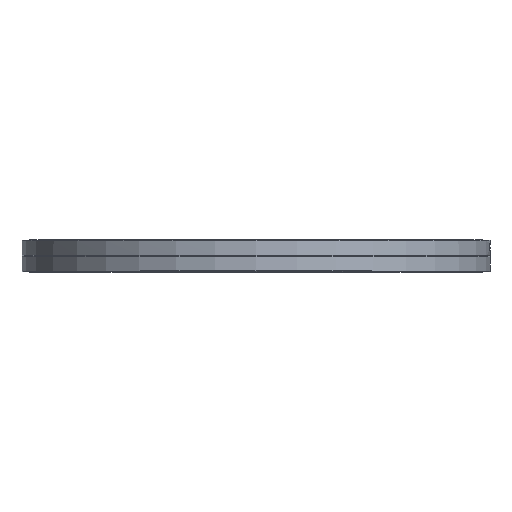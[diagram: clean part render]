
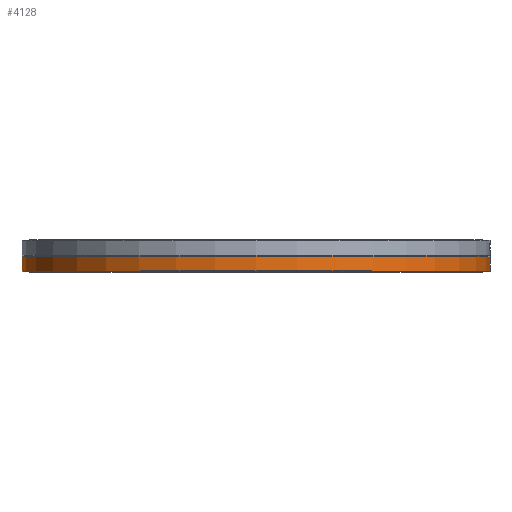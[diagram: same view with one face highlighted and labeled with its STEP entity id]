
A CAD part, top view. The second image highlights one B-rep face of the part: STEP entity #4128.
In plain terms, the highlighted cylindrical face has radius 209.55 mm (diameter 419.1 mm), a full revolution.
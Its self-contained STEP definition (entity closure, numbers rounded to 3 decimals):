
#240=CYLINDRICAL_SURFACE('',#4486,209.55);
#474=FACE_OUTER_BOUND('',#758,.T.);
#758=EDGE_LOOP('',(#3016,#3017,#3018,#3019,#3020,#3021));
#1033=LINE('',#6190,#1264);
#1264=VECTOR('',#5129,209.55);
#1548=CIRCLE('',#4484,209.55);
#1549=CIRCLE('',#4485,209.55);
#1550=CIRCLE('',#4487,209.55);
#1551=CIRCLE('',#4488,209.55);
#1818=VERTEX_POINT('',#6180);
#1819=VERTEX_POINT('',#6181);
#1820=VERTEX_POINT('',#6186);
#1821=VERTEX_POINT('',#6187);
#2272=EDGE_CURVE('',#1818,#1819,#1548,.T.);
#2273=EDGE_CURVE('',#1819,#1818,#1549,.T.);
#2275=EDGE_CURVE('',#1820,#1821,#1550,.T.);
#2276=EDGE_CURVE('',#1821,#1820,#1551,.T.);
#2277=EDGE_CURVE('',#1821,#1819,#1033,.T.);
#3016=ORIENTED_EDGE('',*,*,#2275,.F.);
#3017=ORIENTED_EDGE('',*,*,#2276,.F.);
#3018=ORIENTED_EDGE('',*,*,#2277,.T.);
#3019=ORIENTED_EDGE('',*,*,#2272,.F.);
#3020=ORIENTED_EDGE('',*,*,#2273,.F.);
#3021=ORIENTED_EDGE('',*,*,#2277,.F.);
#4128=ADVANCED_FACE('',(#474),#240,.T.);
#4484=AXIS2_PLACEMENT_3D('',#6182,#5118,#5119);
#4485=AXIS2_PLACEMENT_3D('',#6183,#5120,#5121);
#4486=AXIS2_PLACEMENT_3D('',#6185,#5123,#5124);
#4487=AXIS2_PLACEMENT_3D('',#6188,#5125,#5126);
#4488=AXIS2_PLACEMENT_3D('',#6189,#5127,#5128);
#5118=DIRECTION('center_axis',(0.,-1.,0.));
#5119=DIRECTION('ref_axis',(1.,0.,0.));
#5120=DIRECTION('center_axis',(0.,-1.,0.));
#5121=DIRECTION('ref_axis',(1.,0.,0.));
#5123=DIRECTION('center_axis',(0.,1.,0.));
#5124=DIRECTION('ref_axis',(-1.,0.,0.));
#5125=DIRECTION('center_axis',(0.,1.,0.));
#5126=DIRECTION('ref_axis',(1.,0.,0.));
#5127=DIRECTION('center_axis',(0.,1.,0.));
#5128=DIRECTION('ref_axis',(1.,0.,0.));
#5129=DIRECTION('',(0.,-1.,0.));
#6180=CARTESIAN_POINT('',(-209.55,0.5,0.));
#6181=CARTESIAN_POINT('',(209.55,0.5,0.));
#6182=CARTESIAN_POINT('Origin',(0.,0.5,0.));
#6183=CARTESIAN_POINT('Origin',(0.,0.5,0.));
#6185=CARTESIAN_POINT('Origin',(0.,6.881,0.));
#6186=CARTESIAN_POINT('',(0.,13.763,-209.55));
#6187=CARTESIAN_POINT('',(209.55,13.763,0.));
#6188=CARTESIAN_POINT('Origin',(0.,13.763,0.));
#6189=CARTESIAN_POINT('Origin',(0.,13.763,0.));
#6190=CARTESIAN_POINT('',(209.55,6.881,0.));
